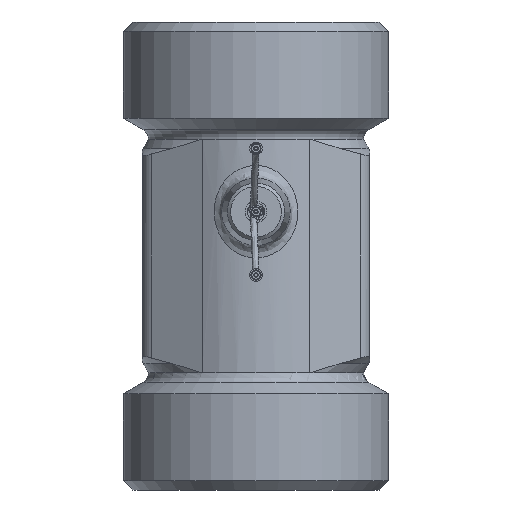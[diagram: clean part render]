
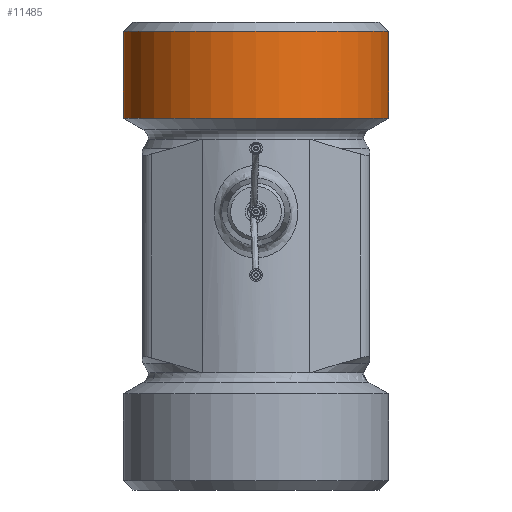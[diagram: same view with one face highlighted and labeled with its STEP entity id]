
A CAD part, front view. The second image highlights one B-rep face of the part: STEP entity #11485.
In plain terms, the highlighted cylindrical face has radius 20.955 mm (diameter 41.91 mm), a full revolution.
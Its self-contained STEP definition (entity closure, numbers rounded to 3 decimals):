
#1479=LINE('',#20514,#2546);
#2546=VECTOR('',#14376,20.955);
#2631=CIRCLE('',#11652,20.955);
#2632=CIRCLE('',#11653,20.955);
#2701=CIRCLE('',#12112,20.955);
#2702=CIRCLE('',#12113,20.955);
#2760=CYLINDRICAL_SURFACE('',#12114,20.955);
#3424=FACE_OUTER_BOUND('',#4092,.T.);
#4092=EDGE_LOOP('',(#10110,#10111,#10112,#10113,#10114,#10115));
#4546=VERTEX_POINT('',#15712);
#4547=VERTEX_POINT('',#15713);
#5474=VERTEX_POINT('',#20508);
#5475=VERTEX_POINT('',#20510);
#5633=EDGE_CURVE('',#4546,#4547,#2631,.T.);
#5634=EDGE_CURVE('',#4547,#4546,#2632,.T.);
#7026=EDGE_CURVE('',#5474,#5475,#2701,.T.);
#7027=EDGE_CURVE('',#5475,#5474,#2702,.T.);
#7028=EDGE_CURVE('',#5475,#4547,#1479,.T.);
#10110=ORIENTED_EDGE('',*,*,#7026,.F.);
#10111=ORIENTED_EDGE('',*,*,#7027,.F.);
#10112=ORIENTED_EDGE('',*,*,#7028,.T.);
#10113=ORIENTED_EDGE('',*,*,#5634,.T.);
#10114=ORIENTED_EDGE('',*,*,#5633,.T.);
#10115=ORIENTED_EDGE('',*,*,#7028,.F.);
#11485=ADVANCED_FACE('',(#3424),#2760,.T.);
#11652=AXIS2_PLACEMENT_3D('',#15714,#12424,#12425);
#11653=AXIS2_PLACEMENT_3D('',#15715,#12426,#12427);
#12112=AXIS2_PLACEMENT_3D('',#20511,#14370,#14371);
#12113=AXIS2_PLACEMENT_3D('',#20512,#14372,#14373);
#12114=AXIS2_PLACEMENT_3D('',#20513,#14374,#14375);
#12424=DIRECTION('center_axis',(0.,0.,1.));
#12425=DIRECTION('ref_axis',(1.,0.,0.));
#12426=DIRECTION('center_axis',(0.,0.,1.));
#12427=DIRECTION('ref_axis',(1.,0.,0.));
#14370=DIRECTION('center_axis',(0.,0.,1.));
#14371=DIRECTION('ref_axis',(-1.,0.,0.));
#14372=DIRECTION('center_axis',(0.,0.,1.));
#14373=DIRECTION('ref_axis',(-1.,0.,0.));
#14374=DIRECTION('center_axis',(0.,0.,1.));
#14375=DIRECTION('ref_axis',(1.,0.,0.));
#14376=DIRECTION('',(0.,0.,-1.));
#15712=CARTESIAN_POINT('',(20.955,0.,58.783));
#15713=CARTESIAN_POINT('',(-20.955,0.,58.783));
#15714=CARTESIAN_POINT('Origin',(0.,0.,58.783));
#15715=CARTESIAN_POINT('Origin',(0.,0.,58.783));
#20508=CARTESIAN_POINT('',(20.955,0.,72.5));
#20510=CARTESIAN_POINT('',(-20.955,0.,72.5));
#20511=CARTESIAN_POINT('Origin',(0.,0.,72.5));
#20512=CARTESIAN_POINT('Origin',(0.,0.,72.5));
#20513=CARTESIAN_POINT('Origin',(0.,0.,0.));
#20514=CARTESIAN_POINT('',(-20.955,0.,0.));
